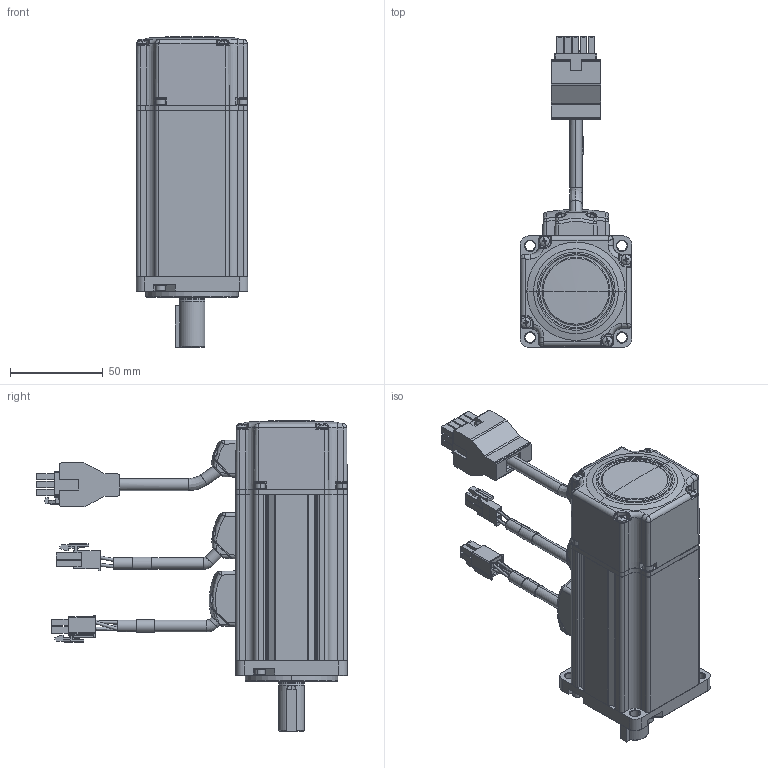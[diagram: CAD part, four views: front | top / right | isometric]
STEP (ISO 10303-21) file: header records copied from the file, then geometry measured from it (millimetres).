
FILE_DESCRIPTION (( 'STEP AP203' ), '1' );
FILE_NAME ('SM0601AE2-KCD-BNV(-C).STEP', '2015-05-07T05:53:45', ( '' ), ( '' ), 'SwSTEP 2.0', 'SolidWorks 2012', '' );
FILE_SCHEMA (( 'CONFIG_CONTROL_DESIGN' ));
Length unit declared in the file: millimetre
Products named in the file (1): SM0601AE2-KCD-BNV(-C)
Bounding box: 60 x 167.2 x 167.5 mm (x, y, z)
Surface area: 70896.6 mm2 (no closed solid volume)
Topology: 0 solids, 51 shells, 1346 faces, 3998 edges, 2659 vertices
Faces by surface type: plane 642, cylinder 318, bspline 166, cone 128, torus 74, sphere 18
Entity records: 51514 total; most frequent: CARTESIAN_POINT 16389, DIRECTION 7185, ORIENTED_EDGE 6922, EDGE_CURVE 3994, VERTEX_POINT 2659, AXIS2_PLACEMENT_3D 2424, VECTOR 2337, LINE 2337
